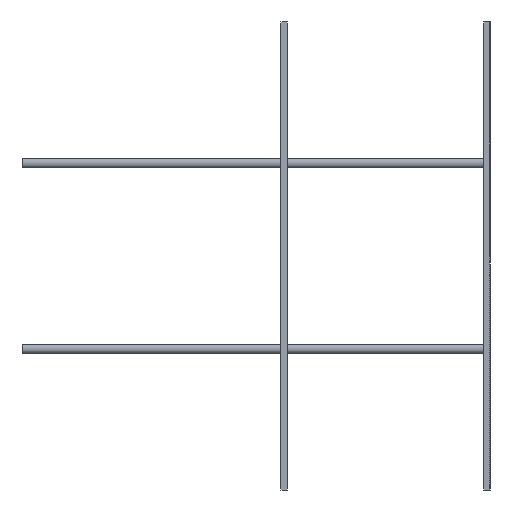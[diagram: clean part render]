
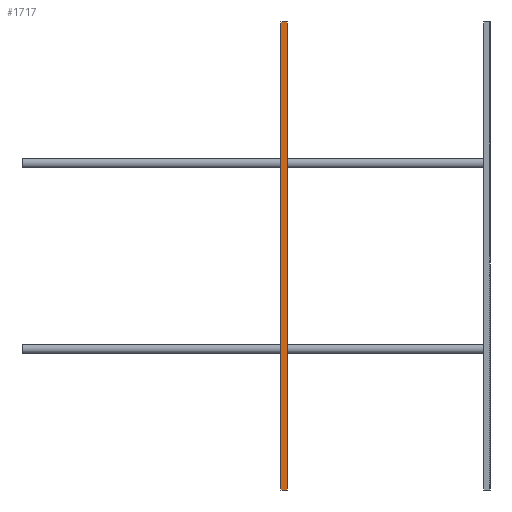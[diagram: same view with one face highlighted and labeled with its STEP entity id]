
A CAD part, left-side view. The second image highlights one B-rep face of the part: STEP entity #1717.
In plain terms, the highlighted planar face has unit normal (-1, 0, 0).
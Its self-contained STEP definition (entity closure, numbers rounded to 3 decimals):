
#1 = VECTOR ( 'NONE', #876, 1000. ) ;
#27 = VERTEX_POINT ( 'NONE', #177 ) ;
#32 = VECTOR ( 'NONE', #1578, 1000. ) ;
#82 = EDGE_LOOP ( 'NONE', ( #1116, #1948, #576, #1093, #997, #1712, #1065, #737 ) ) ;
#84 = DIRECTION ( 'NONE',  ( 0., 0., 1. ) ) ;
#109 = CARTESIAN_POINT ( 'NONE',  ( -82.45, 0., 75. ) ) ;
#110 = DIRECTION ( 'NONE',  ( 0., 0., 1. ) ) ;
#143 = VERTEX_POINT ( 'NONE', #1850 ) ;
#161 = VERTEX_POINT ( 'NONE', #864 ) ;
#177 = CARTESIAN_POINT ( 'NONE',  ( -82.45, 0., 75. ) ) ;
#192 = CARTESIAN_POINT ( 'NONE',  ( -82.45, 2., 75. ) ) ;
#193 = FACE_OUTER_BOUND ( 'NONE', #82, .T. ) ;
#225 = EDGE_CURVE ( 'NONE', #1496, #27, #1086, .T. ) ;
#250 = LINE ( 'NONE', #1513, #369 ) ;
#285 = EDGE_CURVE ( 'NONE', #161, #484, #1276, .T. ) ;
#313 = LINE ( 'NONE', #1593, #321 ) ;
#321 = VECTOR ( 'NONE', #1898, 1000. ) ;
#344 = EDGE_CURVE ( 'NONE', #1870, #1496, #313, .T. ) ;
#369 = VECTOR ( 'NONE', #1391, 1000. ) ;
#417 = CARTESIAN_POINT ( 'NONE',  ( -82.45, 0., 29.78 ) ) ;
#425 = CARTESIAN_POINT ( 'NONE',  ( -82.45, 0., 75. ) ) ;
#484 = VERTEX_POINT ( 'NONE', #1622 ) ;
#538 = LINE ( 'NONE', #1169, #1 ) ;
#576 = ORIENTED_EDGE ( 'NONE', *, *, #1055, .F. ) ;
#682 = CARTESIAN_POINT ( 'NONE',  ( -82.45, 2., 75. ) ) ;
#692 = PLANE ( 'NONE',  #1074 ) ;
#737 = ORIENTED_EDGE ( 'NONE', *, *, #1915, .T. ) ;
#830 = VECTOR ( 'NONE', #84, 1000. ) ;
#864 = CARTESIAN_POINT ( 'NONE',  ( -82.45, 2., -75. ) ) ;
#876 = DIRECTION ( 'NONE',  ( 0., 0., 1. ) ) ;
#910 = CARTESIAN_POINT ( 'NONE',  ( -82.45, 2., 75. ) ) ;
#956 = LINE ( 'NONE', #1588, #32 ) ;
#987 = CARTESIAN_POINT ( 'NONE',  ( -82.45, 0., -75. ) ) ;
#997 = ORIENTED_EDGE ( 'NONE', *, *, #1350, .F. ) ;
#998 = EDGE_CURVE ( 'NONE', #1454, #143, #1047, .T. ) ;
#1015 = DIRECTION ( 'NONE',  ( 0., 0., -1. ) ) ;
#1047 = LINE ( 'NONE', #910, #830 ) ;
#1054 = VECTOR ( 'NONE', #2017, 1000. ) ;
#1055 = EDGE_CURVE ( 'NONE', #143, #27, #250, .T. ) ;
#1065 = ORIENTED_EDGE ( 'NONE', *, *, #1205, .T. ) ;
#1074 = AXIS2_PLACEMENT_3D ( 'NONE', #682, #1801, #1015 ) ;
#1086 = LINE ( 'NONE', #109, #1054 ) ;
#1093 = ORIENTED_EDGE ( 'NONE', *, *, #998, .F. ) ;
#1108 = VECTOR ( 'NONE', #110, 1000. ) ;
#1116 = ORIENTED_EDGE ( 'NONE', *, *, #344, .T. ) ;
#1169 = CARTESIAN_POINT ( 'NONE',  ( -82.45, 2., 75. ) ) ;
#1205 = EDGE_CURVE ( 'NONE', #161, #1219, #956, .T. ) ;
#1219 = VERTEX_POINT ( 'NONE', #987 ) ;
#1266 = DIRECTION ( 'NONE',  ( 0., 0., 1. ) ) ;
#1276 = LINE ( 'NONE', #192, #1671 ) ;
#1350 = EDGE_CURVE ( 'NONE', #484, #1454, #538, .T. ) ;
#1391 = DIRECTION ( 'NONE',  ( 0., -1., 0. ) ) ;
#1454 = VERTEX_POINT ( 'NONE', #1503 ) ;
#1496 = VERTEX_POINT ( 'NONE', #417 ) ;
#1503 = CARTESIAN_POINT ( 'NONE',  ( -82.45, 2., 29.78 ) ) ;
#1513 = CARTESIAN_POINT ( 'NONE',  ( -82.45, 2., 75. ) ) ;
#1578 = DIRECTION ( 'NONE',  ( 0., -1., 0. ) ) ;
#1588 = CARTESIAN_POINT ( 'NONE',  ( -82.45, 2., -75. ) ) ;
#1593 = CARTESIAN_POINT ( 'NONE',  ( -82.45, 0., 75. ) ) ;
#1622 = CARTESIAN_POINT ( 'NONE',  ( -82.45, 2., -29.78 ) ) ;
#1671 = VECTOR ( 'NONE', #1266, 1000. ) ;
#1683 = CARTESIAN_POINT ( 'NONE',  ( -82.45, 0., -29.78 ) ) ;
#1712 = ORIENTED_EDGE ( 'NONE', *, *, #285, .F. ) ;
#1717 = ADVANCED_FACE ( 'NONE', ( #193 ), #692, .F. ) ;
#1801 = DIRECTION ( 'NONE',  ( 1., 0., 0. ) ) ;
#1841 = LINE ( 'NONE', #425, #1108 ) ;
#1850 = CARTESIAN_POINT ( 'NONE',  ( -82.45, 2., 75. ) ) ;
#1870 = VERTEX_POINT ( 'NONE', #1683 ) ;
#1898 = DIRECTION ( 'NONE',  ( 0., 0., 1. ) ) ;
#1915 = EDGE_CURVE ( 'NONE', #1219, #1870, #1841, .T. ) ;
#1948 = ORIENTED_EDGE ( 'NONE', *, *, #225, .T. ) ;
#2017 = DIRECTION ( 'NONE',  ( 0., 0., 1. ) ) ;
